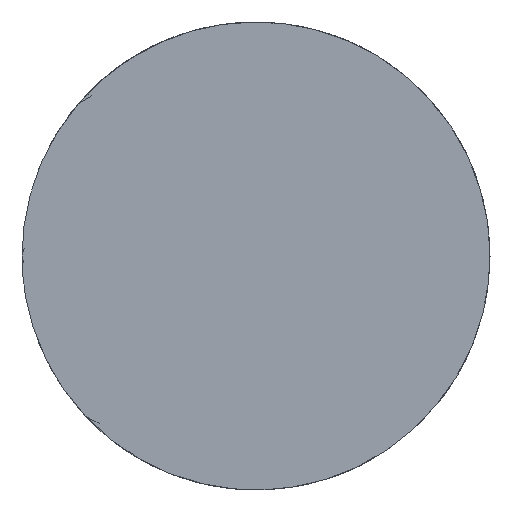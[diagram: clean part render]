
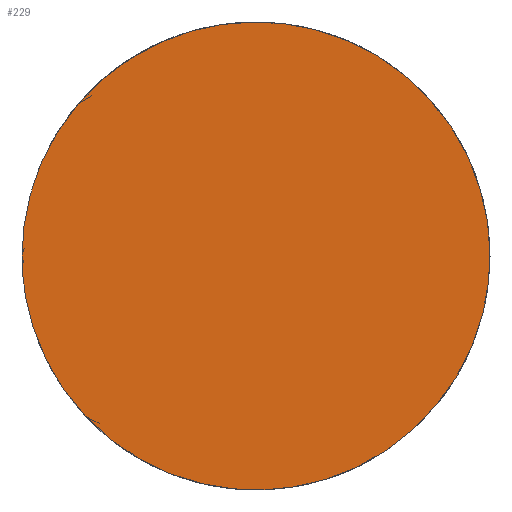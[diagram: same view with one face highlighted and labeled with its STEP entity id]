
A CAD part, left-side view. The second image highlights one B-rep face of the part: STEP entity #229.
In plain terms, the highlighted free-form (B-spline) face has degree [1, 1] with [2, 2] control points.
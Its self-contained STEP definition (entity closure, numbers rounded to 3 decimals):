
#158 = CARTESIAN_POINT ('', (-64., 4., 0.));
#159 = VERTEX_POINT ('', #158);
#167 = CARTESIAN_POINT ('', (-64., 4., 0.));
#168 = CARTESIAN_POINT ('', (-64., 4., 4.));
#169 = CARTESIAN_POINT ('', (-64., 0., 4.));
#170 = CARTESIAN_POINT ('', (-64., -4., 4.));
#171 = CARTESIAN_POINT ('', (-64., -4., 0.));
#172 = CARTESIAN_POINT ('', (-64., -4., -4.));
#173 = CARTESIAN_POINT ('', (-64., 0., -4.));
#174 = CARTESIAN_POINT ('', (-64., 4., -4.));
#175 = CARTESIAN_POINT ('', (-64., 4., 0.));
#176 = (
   BOUNDED_CURVE ()
   B_SPLINE_CURVE (2, (#167, #168, #169, #170, #171, #172, #173, #174, #175), .UNSPECIFIED., .T., .U.)
   B_SPLINE_CURVE_WITH_KNOTS ((3, 2, 2, 2, 3), (0., 0.25, 0.5, 0.75, 1.), .UNSPECIFIED.)
   CURVE ()
   GEOMETRIC_REPRESENTATION_ITEM ()
   RATIONAL_B_SPLINE_CURVE ((1., 0.707, 1., 0.707, 1., 0.707, 1., 0.707, 1.))
   REPRESENTATION_ITEM ('')
);
#177 = EDGE_CURVE ('', #159, #159, #176, .T.);
#221 = ORIENTED_EDGE ('', *, *, #177, .F.);
#222 = EDGE_LOOP ('', (#221));
#223 = FACE_OUTER_BOUND ('', #222, .T.);
#224 = CARTESIAN_POINT ('', (-64., -4.4, -4.4));
#225 = CARTESIAN_POINT ('', (-64., 4.4, -4.4));
#226 = CARTESIAN_POINT ('', (-64., -4.4, 4.4));
#227 = CARTESIAN_POINT ('', (-64., 4.4, 4.4));
#228 = B_SPLINE_SURFACE_WITH_KNOTS ('', 1, 1, ((#224, #225), (#226, #227)), .UNSPECIFIED., .F., .F., .U., (2, 2), (2, 2), (0., 1.), (0., 1.), .UNSPECIFIED.);
#229 = ADVANCED_FACE ('', (#223), #228, .T.);
